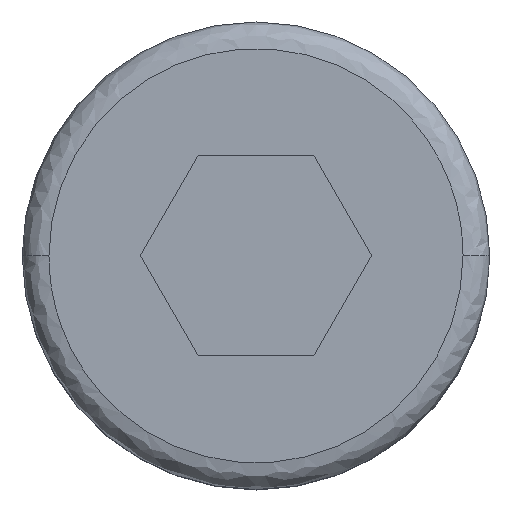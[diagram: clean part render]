
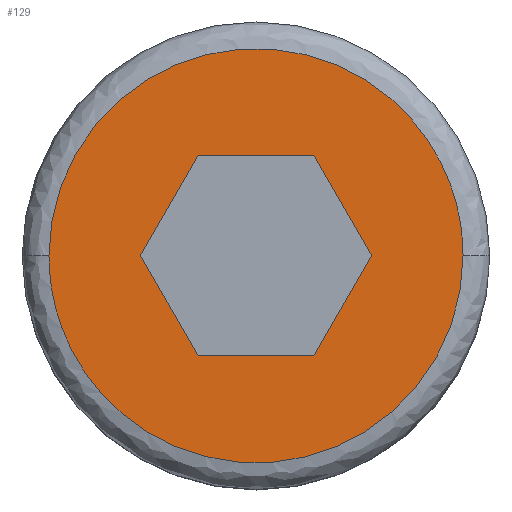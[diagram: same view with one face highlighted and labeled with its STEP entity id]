
A CAD part, top view. The second image highlights one B-rep face of the part: STEP entity #129.
In plain terms, the highlighted planar face has unit normal (0, 0, 1).
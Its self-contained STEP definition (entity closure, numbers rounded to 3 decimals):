
#3 = CARTESIAN_POINT ( 'NONE',  ( 3.1, 0., 4. ) ) ;
#4 = VECTOR ( 'NONE', #13, 1000. ) ;
#13 = DIRECTION ( 'NONE',  ( -0.5, 0.866, 0. ) ) ;
#31 = VECTOR ( 'NONE', #260, 1000. ) ;
#38 = VERTEX_POINT ( 'NONE', #556 ) ;
#62 = ORIENTED_EDGE ( 'NONE', *, *, #382, .T. ) ;
#75 = FACE_BOUND ( 'NONE', #290, .T. ) ;
#91 = ORIENTED_EDGE ( 'NONE', *, *, #597, .T. ) ;
#97 = EDGE_CURVE ( 'NONE', #234, #520, #208, .T. ) ;
#103 = ORIENTED_EDGE ( 'NONE', *, *, #419, .T. ) ;
#115 = EDGE_CURVE ( 'NONE', #225, #473, #270, .T. ) ;
#117 = CARTESIAN_POINT ( 'NONE',  ( -0.866, -1.5, 4. ) ) ;
#122 = LINE ( 'NONE', #522, #31 ) ;
#129 = ADVANCED_FACE ( 'NONE', ( #594, #75 ), #418, .T. ) ;
#153 = CARTESIAN_POINT ( 'NONE',  ( 3.1, 0., 4. ) ) ;
#158 = CARTESIAN_POINT ( 'NONE',  ( -3.1, 0., 4. ) ) ;
#163 = CARTESIAN_POINT ( 'NONE',  ( 0.866, 1.5, 4. ) ) ;
#189 = CARTESIAN_POINT ( 'NONE',  ( -1.732, 0., 4. ) ) ;
#201 = EDGE_CURVE ( 'NONE', #473, #317, #122, .T. ) ;
#203 = CARTESIAN_POINT ( 'NONE',  ( -1.732, 0., 4. ) ) ;
#208 =( BOUNDED_CURVE ( )  B_SPLINE_CURVE ( 3, ( #153, #258, #612, #158 ),
 .UNSPECIFIED., .F., .T. ) 
 B_SPLINE_CURVE_WITH_KNOTS ( ( 4, 4 ),
 ( 0., 0.5 ),
 .UNSPECIFIED. ) 
 CURVE ( )  GEOMETRIC_REPRESENTATION_ITEM ( )  RATIONAL_B_SPLINE_CURVE ( ( 1., 0.333, 0.333, 1. ) ) 
 REPRESENTATION_ITEM ( '' )  );
#210 = EDGE_CURVE ( 'NONE', #38, #225, #230, .T. ) ;
#225 = VERTEX_POINT ( 'NONE', #163 ) ;
#226 = CARTESIAN_POINT ( 'NONE',  ( 0., -1.5, 4. ) ) ;
#230 = LINE ( 'NONE', #373, #574 ) ;
#234 = VERTEX_POINT ( 'NONE', #3 ) ;
#244 = EDGE_CURVE ( 'NONE', #520, #234, #420, .T. ) ;
#258 = CARTESIAN_POINT ( 'NONE',  ( 3.1, -6.2, 4. ) ) ;
#260 = DIRECTION ( 'NONE',  ( -0.5, -0.866, 0. ) ) ;
#264 = VERTEX_POINT ( 'NONE', #203 ) ;
#269 = CARTESIAN_POINT ( 'NONE',  ( 0.866, -1.5, 4. ) ) ;
#270 = LINE ( 'NONE', #372, #610 ) ;
#290 = EDGE_LOOP ( 'NONE', ( #62, #91, #467, #412, #624, #103 ) ) ;
#296 = LINE ( 'NONE', #627, #4 ) ;
#316 = DIRECTION ( 'NONE',  ( 1., 0., 0. ) ) ;
#317 = VERTEX_POINT ( 'NONE', #269 ) ;
#345 = CARTESIAN_POINT ( 'NONE',  ( -3.1, 0., 4. ) ) ;
#359 = CARTESIAN_POINT ( 'NONE',  ( 1.55, 0., 4. ) ) ;
#367 = VERTEX_POINT ( 'NONE', #117 ) ;
#369 = DIRECTION ( 'NONE',  ( 0., 0., 1. ) ) ;
#371 = CARTESIAN_POINT ( 'NONE',  ( 3.1, 6.2, 4. ) ) ;
#372 = CARTESIAN_POINT ( 'NONE',  ( 1.299, 0.75, 4. ) ) ;
#373 = CARTESIAN_POINT ( 'NONE',  ( 0., 1.5, 4. ) ) ;
#382 = EDGE_CURVE ( 'NONE', #367, #264, #296, .T. ) ;
#412 = ORIENTED_EDGE ( 'NONE', *, *, #115, .T. ) ;
#417 = CARTESIAN_POINT ( 'NONE',  ( 3.1, 0., 4. ) ) ;
#418 = PLANE ( 'NONE',  #605 ) ;
#419 = EDGE_CURVE ( 'NONE', #317, #367, #652, .T. ) ;
#420 =( BOUNDED_CURVE ( )  B_SPLINE_CURVE ( 3, ( #518, #625, #371, #417 ),
 .UNSPECIFIED., .F., .T. ) 
 B_SPLINE_CURVE_WITH_KNOTS ( ( 4, 4 ),
 ( 0.5, 1. ),
 .UNSPECIFIED. ) 
 CURVE ( )  GEOMETRIC_REPRESENTATION_ITEM ( )  RATIONAL_B_SPLINE_CURVE ( ( 1., 0.333, 0.333, 1. ) ) 
 REPRESENTATION_ITEM ( '' )  );
#422 = DIRECTION ( 'NONE',  ( 1., 0., 0. ) ) ;
#425 = ORIENTED_EDGE ( 'NONE', *, *, #97, .F. ) ;
#457 = EDGE_LOOP ( 'NONE', ( #425, #507 ) ) ;
#467 = ORIENTED_EDGE ( 'NONE', *, *, #210, .T. ) ;
#473 = VERTEX_POINT ( 'NONE', #640 ) ;
#507 = ORIENTED_EDGE ( 'NONE', *, *, #244, .F. ) ;
#513 = VECTOR ( 'NONE', #546, 1000. ) ;
#518 = CARTESIAN_POINT ( 'NONE',  ( -3.1, 0., 4. ) ) ;
#520 = VERTEX_POINT ( 'NONE', #345 ) ;
#522 = CARTESIAN_POINT ( 'NONE',  ( 1.299, -0.75, 4. ) ) ;
#546 = DIRECTION ( 'NONE',  ( 0.5, 0.866, 0. ) ) ;
#556 = CARTESIAN_POINT ( 'NONE',  ( -0.866, 1.5, 4. ) ) ;
#565 = DIRECTION ( 'NONE',  ( 0.5, -0.866, 0. ) ) ;
#574 = VECTOR ( 'NONE', #422, 1000. ) ;
#589 = DIRECTION ( 'NONE',  ( -1., 0., 0. ) ) ;
#594 = FACE_OUTER_BOUND ( 'NONE', #457, .T. ) ;
#597 = EDGE_CURVE ( 'NONE', #264, #38, #650, .T. ) ;
#601 = VECTOR ( 'NONE', #589, 1000. ) ;
#605 = AXIS2_PLACEMENT_3D ( 'NONE', #359, #369, #316 ) ;
#610 = VECTOR ( 'NONE', #565, 1000. ) ;
#612 = CARTESIAN_POINT ( 'NONE',  ( -3.1, -6.2, 4. ) ) ;
#624 = ORIENTED_EDGE ( 'NONE', *, *, #201, .T. ) ;
#625 = CARTESIAN_POINT ( 'NONE',  ( -3.1, 6.2, 4. ) ) ;
#627 = CARTESIAN_POINT ( 'NONE',  ( -1.299, -0.75, 4. ) ) ;
#640 = CARTESIAN_POINT ( 'NONE',  ( 1.732, 0., 4. ) ) ;
#650 = LINE ( 'NONE', #189, #513 ) ;
#652 = LINE ( 'NONE', #226, #601 ) ;
